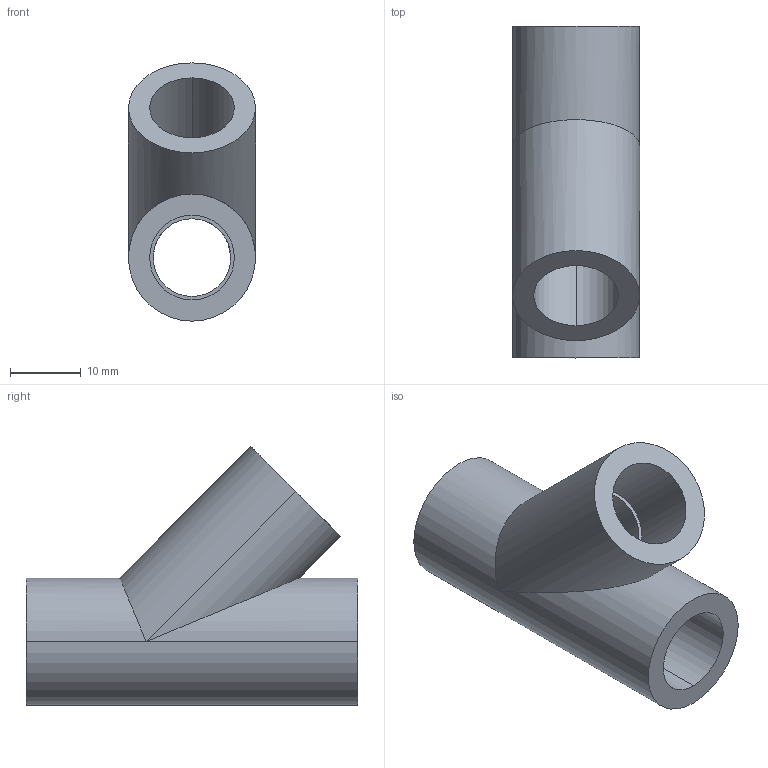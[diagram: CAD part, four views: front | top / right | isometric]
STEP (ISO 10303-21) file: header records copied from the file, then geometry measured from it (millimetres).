
FILE_DESCRIPTION(('STEP AP214'),'1');
FILE_NAME('cctmp_E61B1909-54EE-42CB-8E26-B947C9F3BB28_2022_03_09_13_51_22_0352..stp','2022-03-09T12:51:22',('Praher Valves GmbH'),('CADClick - www.CADClick.com'),'Spatial InterOp 3D',' ','unknown authorization');
FILE_SCHEMA(('AUTOMOTIVE_DESIGN'));
Length unit declared in the file: millimetre
Products named in the file (1): 2022_03_09_13_51_22_0352
Bounding box: 18 x 47 x 36.58 mm (x, y, z)
Volume: 9477.4 mm3; surface area: 6352.6 mm2
Topology: 1 solids, 1 shells, 21 faces, 47 edges, 30 vertices
Faces by surface type: cylinder 15, plane 6
Entity records: 799 total; most frequent: DIRECTION 121, CARTESIAN_POINT 99, ORIENTED_EDGE 94, AXIS2_PLACEMENT_3D 52, EDGE_CURVE 47, VERTEX_POINT 30, EDGE_LOOP 27, CIRCLE 24
